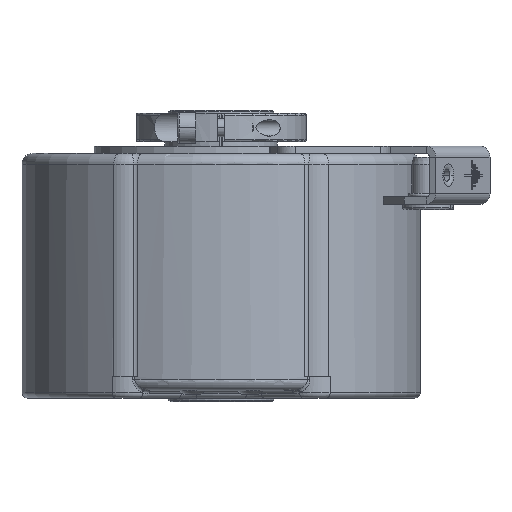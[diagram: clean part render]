
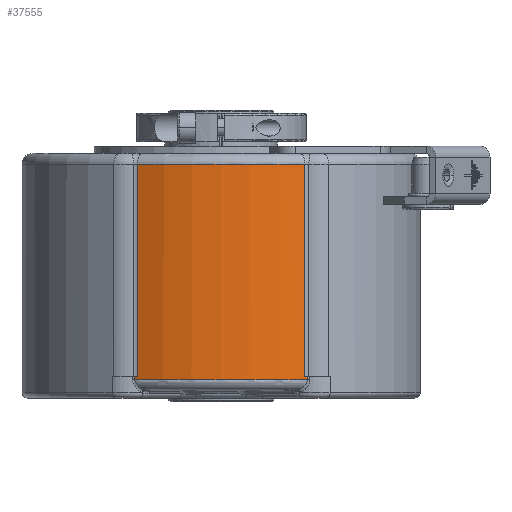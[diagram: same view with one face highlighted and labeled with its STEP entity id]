
A CAD part, front view. The second image highlights one B-rep face of the part: STEP entity #37555.
In plain terms, the highlighted cylindrical face has radius 53 mm (diameter 106 mm), a partial arc.
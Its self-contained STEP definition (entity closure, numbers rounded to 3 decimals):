
#4564=CARTESIAN_POINT('',(0.,0.,-50.2));
#4565=DIRECTION('',(0.,0.,-1.));
#4566=DIRECTION('',(-0.435,-0.9,0.));
#4567=AXIS2_PLACEMENT_3D('',#4564,#4565,#4566);
#4589=DIRECTION('',(0.,0.,1.));
#4590=VECTOR('',#4589,1.);
#4591=CARTESIAN_POINT('',(23.8,-47.356,
-51.2));
#4592=LINE('',#4591,#4590);
#4593=DIRECTION('',(0.,0.,-1.));
#4594=VECTOR('',#4593,1.);
#4595=CARTESIAN_POINT('',(-23.8,-47.356,-50.2));
#4596=LINE('',#4595,#4594);
#4597=CARTESIAN_POINT('',(0.,0.,8.3));
#4598=DIRECTION('',(0.,0.,-1.));
#4599=DIRECTION('',(0.435,-0.9,0.));
#4600=AXIS2_PLACEMENT_3D('',#4597,#4598,#4599);
#4607=DIRECTION('',(0.,0.,1.));
#4608=VECTOR('',#4607,58.5);
#4609=CARTESIAN_POINT('',(23.08,-47.711,-50.2));
#4610=LINE('',#4609,#4608);
#4620=CARTESIAN_POINT('',(0.,0.,-50.2));
#4621=DIRECTION('',(0.,0.,-1.));
#4622=DIRECTION('',(0.449,-0.894,0.));
#4623=AXIS2_PLACEMENT_3D('',#4620,#4621,#4622);
#8738=CARTESIAN_POINT('',(-23.8,-47.356,
-51.2));
#8768=CARTESIAN_POINT('',(0.,0.,-51.2));
#8769=DIRECTION('',(0.,0.,1.));
#8770=DIRECTION('',(-0.449,-0.894,0.));
#8771=AXIS2_PLACEMENT_3D('',#8768,#8769,#8770);
#8801=CARTESIAN_POINT('',(23.8,-47.356,
-51.2));
#23983=DIRECTION('',(0.,0.,-1.));
#23984=VECTOR('',#23983,58.5);
#23985=CARTESIAN_POINT('',(-23.08,-47.711,8.3));
#23986=LINE('',#23985,#23984);
#29542=CARTESIAN_POINT('',(23.08,-47.711,8.3));
#29543=CARTESIAN_POINT('',(-23.08,-47.711,8.3));
#29544=VERTEX_POINT('',#29542);
#29545=VERTEX_POINT('',#29543);
#30628=VERTEX_POINT('',#8801);
#30658=VERTEX_POINT('',#8738);
#30911=CARTESIAN_POINT('',(23.8,-47.356,-50.2));
#30912=CARTESIAN_POINT('',(23.08,-47.711,-50.2));
#30913=VERTEX_POINT('',#30911);
#30914=VERTEX_POINT('',#30912);
#30915=CARTESIAN_POINT('',(-23.08,-47.711,-50.2));
#30916=CARTESIAN_POINT('',(-23.8,-47.356,-50.2));
#30917=VERTEX_POINT('',#30915);
#30918=VERTEX_POINT('',#30916);
#37533=CARTESIAN_POINT('',(0.,0.,-50.2));
#37534=DIRECTION('',(0.,0.,1.));
#37535=DIRECTION('',(1.,0.,0.));
#37536=AXIS2_PLACEMENT_3D('',#37533,#37534,#37535);
#37537=CYLINDRICAL_SURFACE('',#37536,53.);
#37539=ORIENTED_EDGE('',*,*,#37538,.F.);
#37541=ORIENTED_EDGE('',*,*,#37540,.F.);
#37543=ORIENTED_EDGE('',*,*,#37542,.F.);
#37545=ORIENTED_EDGE('',*,*,#37544,.F.);
#37547=ORIENTED_EDGE('',*,*,#37546,.F.);
#37548=ORIENTED_EDGE('',*,*,#37519,.F.);
#37550=ORIENTED_EDGE('',*,*,#37549,.F.);
#37552=ORIENTED_EDGE('',*,*,#37551,.F.);
#37553=EDGE_LOOP('',(#37539,#37541,#37543,#37545,#37547,#37548,#37550,#37552));
#37554=FACE_OUTER_BOUND('',#37553,.F.);
#4568=CIRCLE('',#4567,53.);
#4601=CIRCLE('',#4600,53.);
#4624=CIRCLE('',#4623,53.);
#8772=CIRCLE('',#8771,53.);
#37519=EDGE_CURVE('',#30917,#30918,#4568,.T.);
#37538=EDGE_CURVE('',#30914,#29544,#4610,.T.);
#37540=EDGE_CURVE('',#30913,#30914,#4624,.T.);
#37542=EDGE_CURVE('',#30628,#30913,#4592,.T.);
#37544=EDGE_CURVE('',#30658,#30628,#8772,.T.);
#37546=EDGE_CURVE('',#30918,#30658,#4596,.T.);
#37549=EDGE_CURVE('',#29545,#30917,#23986,.T.);
#37551=EDGE_CURVE('',#29544,#29545,#4601,.T.);
#37555=ADVANCED_FACE('',(#37554),#37537,.T.);
